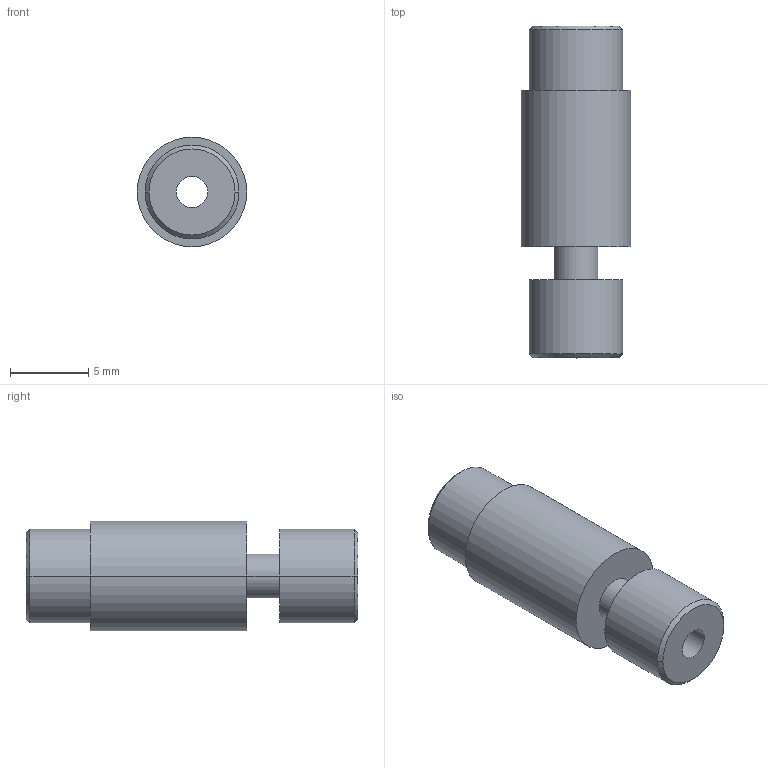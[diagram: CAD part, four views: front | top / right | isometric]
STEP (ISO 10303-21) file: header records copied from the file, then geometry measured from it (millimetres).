
FILE_DESCRIPTION((''),'2;1');
FILE_NAME('HEATBREAK','2023-02-15T17:17:45',('matteo.grassi'),(''),'CREO PARAMETRIC BY PTC INC, 2018020','CREO PARAMETRIC BY PTC INC, 2018020','');
FILE_SCHEMA(('AUTOMOTIVE_DESIGN { 1 0 10303 214 1 1 1 1 }'));
Length unit declared in the file: millimetre
Products named in the file (1): HEATBREAK
Bounding box: 7 x 21.2 x 7 mm (x, y, z)
Volume: 530.6 mm3; surface area: 684.5 mm2
Topology: 1 solids, 1 shells, 23 faces, 46 edges, 28 vertices
Faces by surface type: cylinder 12, cone 6, plane 5
Entity records: 915 total; most frequent: DIRECTION 122, COLOUR_RGB 106, CARTESIAN_POINT 100, ORIENTED_EDGE 92, AXIS2_PLACEMENT_3D 52, PRESENTATION_STYLE_ASSIGNMENT 47, STYLED_ITEM 47, CURVE_STYLE 46
